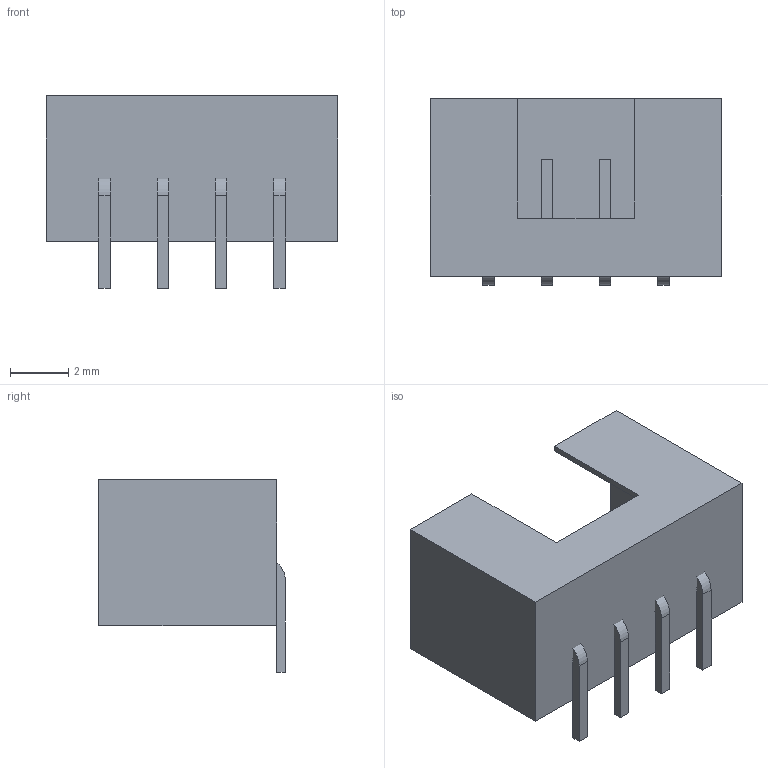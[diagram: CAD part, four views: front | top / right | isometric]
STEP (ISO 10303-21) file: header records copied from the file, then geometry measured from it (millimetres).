
FILE_DESCRIPTION (( 'STEP AP214' ), '1' );
FILE_NAME ('User Library-PH2.0-4PAW.STEP', '2024-07-04T13:12:53', ( '' ), ( '' ), 'SwSTEP 2.0', 'SolidWorks 2022', '' );
FILE_SCHEMA (( 'AUTOMOTIVE_DESIGN' ));
Length unit declared in the file: millimetre
Products named in the file (3): Array; User Library-PH2.0-4PAW; Pad003
Assembly tree (2 placements, depth 2):
  User Library-PH2.0-4PAW
    Array
    Pad003
Bounding box: 10 x 6.4 x 6.6 mm (x, y, z)
Volume: 50.3 mm3; surface area: 460.8 mm2
Topology: 5 solids, 5 shells, 54 faces, 132 edges, 88 vertices
Faces by surface type: plane 46, cylinder 8
Entity records: 2303 total; most frequent: CARTESIAN_POINT 279, DIRECTION 266, ORIENTED_EDGE 264, EDGE_CURVE 132, VECTOR 116, LINE 116, VERTEX_POINT 88, AXIS2_PLACEMENT_3D 75
